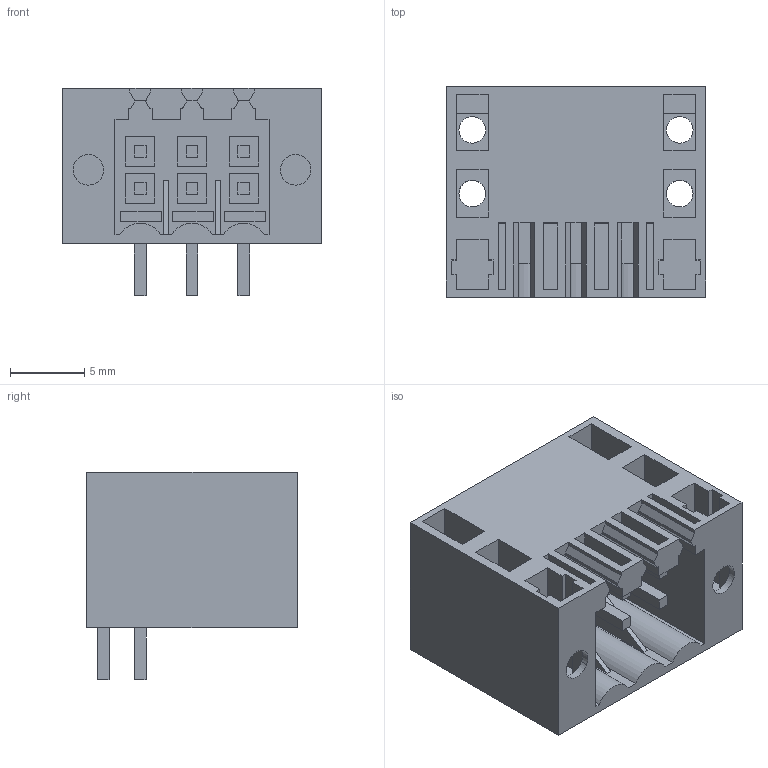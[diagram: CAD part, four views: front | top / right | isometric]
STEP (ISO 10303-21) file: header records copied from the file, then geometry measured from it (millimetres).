
FILE_DESCRIPTION(('CATIA V5R22 STEP214','CAx-IF Rec.Pracs.--- Model Styling and Organization---1.4--- 2014-01-23'),'2;1');
FILE_NAME ('D1455087_1_1728470000_1728470000.stp','2023-03-27T11:46:20+00:00',('none'),('Weidmueller'),'CATIA Version 5-6 Release 2016 SP3 HF44','CATIA V5 STEP AP214','none');
FILE_SCHEMA(('AUTOMOTIVE_DESIGN { 1 0 10303 214 1 1 1 1 }'));
Length unit declared in the file: millimetre
Products named in the file (1): 1728470000
Bounding box: 17.5 x 14.2 x 14 mm (x, y, z)
Volume: 1354.3 mm3; surface area: 2931.9 mm2
Topology: 13 solids, 13 shells, 390 faces, 1012 edges, 670 vertices
Faces by surface type: plane 368, cylinder 22
Entity records: 10971 total; most frequent: ORIENTED_EDGE 2024, CARTESIAN_POINT 1986, DIRECTION 1475, EDGE_CURVE 1012, VECTOR 960, LINE 960, VERTEX_POINT 670, EDGE_LOOP 428
